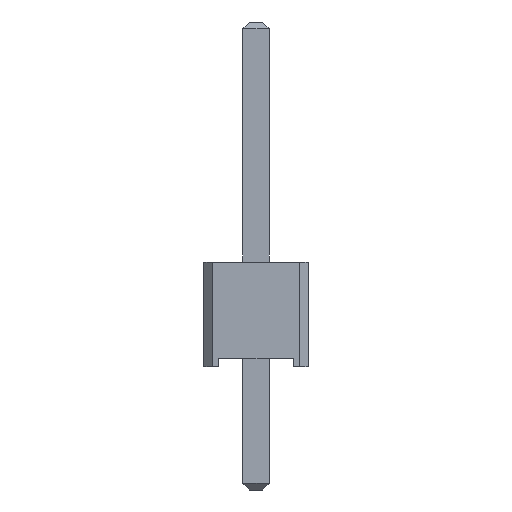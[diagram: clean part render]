
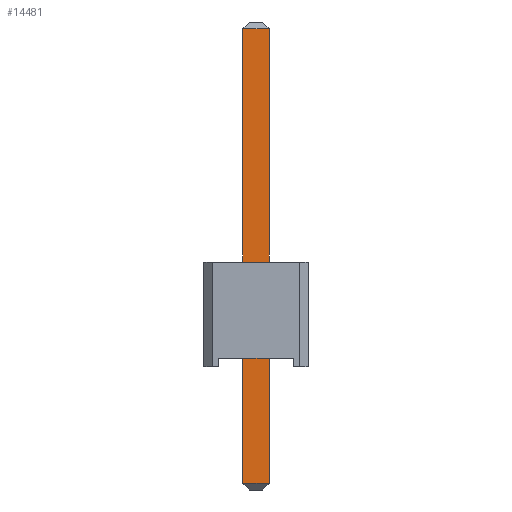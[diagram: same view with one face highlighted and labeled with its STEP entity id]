
A CAD part, left-side view. The second image highlights one B-rep face of the part: STEP entity #14481.
In plain terms, the highlighted planar face has unit normal (-1, 0, 0).
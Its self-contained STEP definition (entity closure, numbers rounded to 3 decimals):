
#14365 = EDGE_CURVE('',#14366,#14368,#14370,.T.);
#14366 = VERTEX_POINT('',#14367);
#14367 = CARTESIAN_POINT('',(-0.32,0.32,-2.84));
#14368 = VERTEX_POINT('',#14369);
#14369 = CARTESIAN_POINT('',(-0.32,0.32,8.22));
#14370 = SURFACE_CURVE('',#14371,(#14375,#14387),.PCURVE_S1.);
#14371 = LINE('',#14372,#14373);
#14372 = CARTESIAN_POINT('',(-0.32,0.32,-3.));
#14373 = VECTOR('',#14374,1.);
#14374 = DIRECTION('',(0.,0.,1.));
#14375 = PCURVE('',#14376,#14381);
#14376 = PLANE('',#14377);
#14377 = AXIS2_PLACEMENT_3D('',#14378,#14379,#14380);
#14378 = CARTESIAN_POINT('',(-0.32,0.32,-3.));
#14379 = DIRECTION('',(0.,1.,0.));
#14380 = DIRECTION('',(1.,0.,0.));
#14381 = DEFINITIONAL_REPRESENTATION('',(#14382),#14386);
#14382 = LINE('',#14383,#14384);
#14383 = CARTESIAN_POINT('',(0.,0.));
#14384 = VECTOR('',#14385,1.);
#14385 = DIRECTION('',(0.,-1.));
#14386 = ( GEOMETRIC_REPRESENTATION_CONTEXT(2) 
PARAMETRIC_REPRESENTATION_CONTEXT() REPRESENTATION_CONTEXT('2D SPACE',''
  ) );
#14387 = PCURVE('',#14388,#14393);
#14388 = PLANE('',#14389);
#14389 = AXIS2_PLACEMENT_3D('',#14390,#14391,#14392);
#14390 = CARTESIAN_POINT('',(-0.32,-0.32,-3.));
#14391 = DIRECTION('',(-1.,0.,0.));
#14392 = DIRECTION('',(0.,1.,0.));
#14393 = DEFINITIONAL_REPRESENTATION('',(#14394),#14398);
#14394 = LINE('',#14395,#14396);
#14395 = CARTESIAN_POINT('',(0.64,0.));
#14396 = VECTOR('',#14397,1.);
#14397 = DIRECTION('',(0.,-1.));
#14398 = ( GEOMETRIC_REPRESENTATION_CONTEXT(2) 
PARAMETRIC_REPRESENTATION_CONTEXT() REPRESENTATION_CONTEXT('2D SPACE',''
  ) );
#14481 = ADVANCED_FACE('',(#14482),#14388,.T.);
#14482 = FACE_BOUND('',#14483,.T.);
#14483 = EDGE_LOOP('',(#14484,#14514,#14540,#14541));
#14484 = ORIENTED_EDGE('',*,*,#14485,.T.);
#14485 = EDGE_CURVE('',#14486,#14488,#14490,.T.);
#14486 = VERTEX_POINT('',#14487);
#14487 = CARTESIAN_POINT('',(-0.32,-0.32,-2.84));
#14488 = VERTEX_POINT('',#14489);
#14489 = CARTESIAN_POINT('',(-0.32,-0.32,8.22));
#14490 = SURFACE_CURVE('',#14491,(#14495,#14502),.PCURVE_S1.);
#14491 = LINE('',#14492,#14493);
#14492 = CARTESIAN_POINT('',(-0.32,-0.32,-3.));
#14493 = VECTOR('',#14494,1.);
#14494 = DIRECTION('',(0.,0.,1.));
#14495 = PCURVE('',#14388,#14496);
#14496 = DEFINITIONAL_REPRESENTATION('',(#14497),#14501);
#14497 = LINE('',#14498,#14499);
#14498 = CARTESIAN_POINT('',(0.,0.));
#14499 = VECTOR('',#14500,1.);
#14500 = DIRECTION('',(0.,-1.));
#14501 = ( GEOMETRIC_REPRESENTATION_CONTEXT(2) 
PARAMETRIC_REPRESENTATION_CONTEXT() REPRESENTATION_CONTEXT('2D SPACE',''
  ) );
#14502 = PCURVE('',#14503,#14508);
#14503 = PLANE('',#14504);
#14504 = AXIS2_PLACEMENT_3D('',#14505,#14506,#14507);
#14505 = CARTESIAN_POINT('',(0.32,-0.32,-3.));
#14506 = DIRECTION('',(0.,-1.,0.));
#14507 = DIRECTION('',(-1.,0.,0.));
#14508 = DEFINITIONAL_REPRESENTATION('',(#14509),#14513);
#14509 = LINE('',#14510,#14511);
#14510 = CARTESIAN_POINT('',(0.64,0.));
#14511 = VECTOR('',#14512,1.);
#14512 = DIRECTION('',(0.,-1.));
#14513 = ( GEOMETRIC_REPRESENTATION_CONTEXT(2) 
PARAMETRIC_REPRESENTATION_CONTEXT() REPRESENTATION_CONTEXT('2D SPACE',''
  ) );
#14514 = ORIENTED_EDGE('',*,*,#14515,.T.);
#14515 = EDGE_CURVE('',#14488,#14368,#14516,.T.);
#14516 = SURFACE_CURVE('',#14517,(#14521,#14528),.PCURVE_S1.);
#14517 = LINE('',#14518,#14519);
#14518 = CARTESIAN_POINT('',(-0.32,-0.32,8.22));
#14519 = VECTOR('',#14520,1.);
#14520 = DIRECTION('',(0.,1.,0.));
#14521 = PCURVE('',#14388,#14522);
#14522 = DEFINITIONAL_REPRESENTATION('',(#14523),#14527);
#14523 = LINE('',#14524,#14525);
#14524 = CARTESIAN_POINT('',(0.,-11.22));
#14525 = VECTOR('',#14526,1.);
#14526 = DIRECTION('',(1.,0.));
#14527 = ( GEOMETRIC_REPRESENTATION_CONTEXT(2) 
PARAMETRIC_REPRESENTATION_CONTEXT() REPRESENTATION_CONTEXT('2D SPACE',''
  ) );
#14528 = PCURVE('',#14529,#14534);
#14529 = PLANE('',#14530);
#14530 = AXIS2_PLACEMENT_3D('',#14531,#14532,#14533);
#14531 = CARTESIAN_POINT('',(-0.24,-0.32,8.3));
#14532 = DIRECTION('',(-0.707,0.,
    0.707));
#14533 = DIRECTION('',(0.,-1.,0.));
#14534 = DEFINITIONAL_REPRESENTATION('',(#14535),#14539);
#14535 = LINE('',#14536,#14537);
#14536 = CARTESIAN_POINT('',(0.,-0.113));
#14537 = VECTOR('',#14538,1.);
#14538 = DIRECTION('',(-1.,0.));
#14539 = ( GEOMETRIC_REPRESENTATION_CONTEXT(2) 
PARAMETRIC_REPRESENTATION_CONTEXT() REPRESENTATION_CONTEXT('2D SPACE',''
  ) );
#14540 = ORIENTED_EDGE('',*,*,#14365,.F.);
#14541 = ORIENTED_EDGE('',*,*,#14542,.F.);
#14542 = EDGE_CURVE('',#14486,#14366,#14543,.T.);
#14543 = SURFACE_CURVE('',#14544,(#14548,#14555),.PCURVE_S1.);
#14544 = LINE('',#14545,#14546);
#14545 = CARTESIAN_POINT('',(-0.32,-0.32,-2.84));
#14546 = VECTOR('',#14547,1.);
#14547 = DIRECTION('',(0.,1.,0.));
#14548 = PCURVE('',#14388,#14549);
#14549 = DEFINITIONAL_REPRESENTATION('',(#14550),#14554);
#14550 = LINE('',#14551,#14552);
#14551 = CARTESIAN_POINT('',(0.,-0.16));
#14552 = VECTOR('',#14553,1.);
#14553 = DIRECTION('',(1.,0.));
#14554 = ( GEOMETRIC_REPRESENTATION_CONTEXT(2) 
PARAMETRIC_REPRESENTATION_CONTEXT() REPRESENTATION_CONTEXT('2D SPACE',''
  ) );
#14555 = PCURVE('',#14556,#14561);
#14556 = PLANE('',#14557);
#14557 = AXIS2_PLACEMENT_3D('',#14558,#14559,#14560);
#14558 = CARTESIAN_POINT('',(-0.24,-0.32,-2.92));
#14559 = DIRECTION('',(0.707,0.,0.707));
#14560 = DIRECTION('',(0.,-1.,0.));
#14561 = DEFINITIONAL_REPRESENTATION('',(#14562),#14566);
#14562 = LINE('',#14563,#14564);
#14563 = CARTESIAN_POINT('',(0.,-0.113));
#14564 = VECTOR('',#14565,1.);
#14565 = DIRECTION('',(-1.,0.));
#14566 = ( GEOMETRIC_REPRESENTATION_CONTEXT(2) 
PARAMETRIC_REPRESENTATION_CONTEXT() REPRESENTATION_CONTEXT('2D SPACE',''
  ) );
